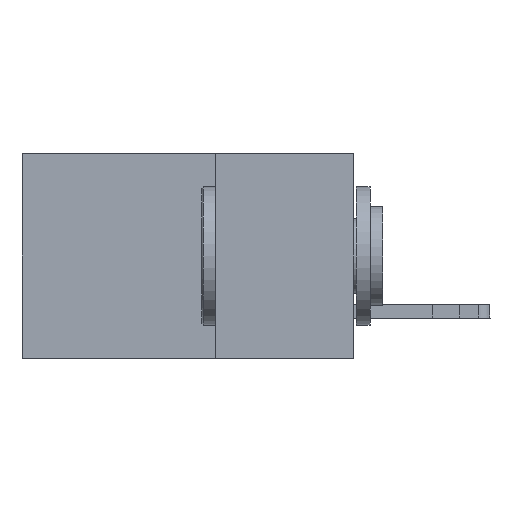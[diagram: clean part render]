
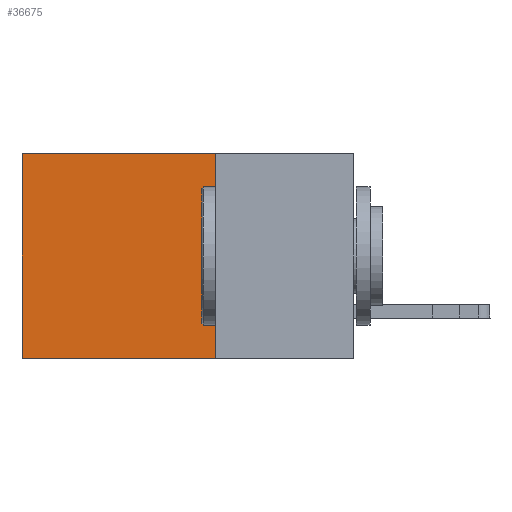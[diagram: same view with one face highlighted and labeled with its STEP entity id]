
A CAD part, left-side view. The second image highlights one B-rep face of the part: STEP entity #36675.
In plain terms, the highlighted planar face has unit normal (-1, 0, 0).
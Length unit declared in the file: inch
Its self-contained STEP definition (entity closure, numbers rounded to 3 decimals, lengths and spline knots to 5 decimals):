
#701 = DIRECTION ( 'NONE',  ( 1., 0., 0. ) ) ;
#2127 = VERTEX_POINT ( 'NONE', #17285 ) ;
#2660 = DIRECTION ( 'NONE',  ( 0., 0., -1. ) ) ;
#5175 = DIRECTION ( 'NONE',  ( 0., 1., 0. ) ) ;
#5392 = EDGE_LOOP ( 'NONE', ( #38562, #34019, #14403, #13235 ) ) ;
#5611 = LINE ( 'NONE', #17608, #13873 ) ;
#5942 = EDGE_CURVE ( 'NONE', #34052, #9334, #28554, .T. ) ;
#6825 = DIRECTION ( 'NONE',  ( 0., 0., -1. ) ) ;
#7210 = PLANE ( 'NONE',  #24747 ) ;
#8704 = CARTESIAN_POINT ( 'NONE',  ( 0.2875, 0.6, -0.37 ) ) ;
#9334 = VERTEX_POINT ( 'NONE', #19205 ) ;
#10563 = VECTOR ( 'NONE', #32374, 39.37008 ) ;
#10892 = CARTESIAN_POINT ( 'NONE',  ( 0.2875, 0.25, 0. ) ) ;
#12519 = CARTESIAN_POINT ( 'NONE',  ( 0.2875, 0.25, 0. ) ) ;
#13235 = ORIENTED_EDGE ( 'NONE', *, *, #29361, .T. ) ;
#13265 = CARTESIAN_POINT ( 'NONE',  ( 0.2875, 0.25, 0. ) ) ;
#13873 = VECTOR ( 'NONE', #2660, 39.37008 ) ;
#14403 = ORIENTED_EDGE ( 'NONE', *, *, #5942, .F. ) ;
#15470 = FACE_OUTER_BOUND ( 'NONE', #5392, .T. ) ;
#15724 = DIRECTION ( 'NONE',  ( 0., 0., -1. ) ) ;
#17164 = LINE ( 'NONE', #26263, #22009 ) ;
#17285 = CARTESIAN_POINT ( 'NONE',  ( 0.2875, 0.6, 0. ) ) ;
#17608 = CARTESIAN_POINT ( 'NONE',  ( 0.2875, 0.6, 0. ) ) ;
#19205 = CARTESIAN_POINT ( 'NONE',  ( 0.2875, 0.25, -0.37 ) ) ;
#22009 = VECTOR ( 'NONE', #5175, 39.37008 ) ;
#23491 = LINE ( 'NONE', #10892, #10563 ) ;
#24747 = AXIS2_PLACEMENT_3D ( 'NONE', #12519, #701, #6825 ) ;
#26263 = CARTESIAN_POINT ( 'NONE',  ( 0.2875, 0.25, -0.37 ) ) ;
#28554 = LINE ( 'NONE', #30736, #31430 ) ;
#29361 = EDGE_CURVE ( 'NONE', #34052, #2127, #23491, .T. ) ;
#30736 = CARTESIAN_POINT ( 'NONE',  ( 0.2875, 0.25, 0. ) ) ;
#31430 = VECTOR ( 'NONE', #15724, 39.37008 ) ;
#32374 = DIRECTION ( 'NONE',  ( 0., 1., 0. ) ) ;
#32797 = EDGE_CURVE ( 'NONE', #9334, #37357, #17164, .T. ) ;
#33753 = EDGE_CURVE ( 'NONE', #2127, #37357, #5611, .T. ) ;
#34019 = ORIENTED_EDGE ( 'NONE', *, *, #32797, .F. ) ;
#34052 = VERTEX_POINT ( 'NONE', #13265 ) ;
#36675 = ADVANCED_FACE ( 'NONE', ( #15470 ), #7210, .F. ) ;
#37357 = VERTEX_POINT ( 'NONE', #8704 ) ;
#38562 = ORIENTED_EDGE ( 'NONE', *, *, #33753, .T. ) ;
